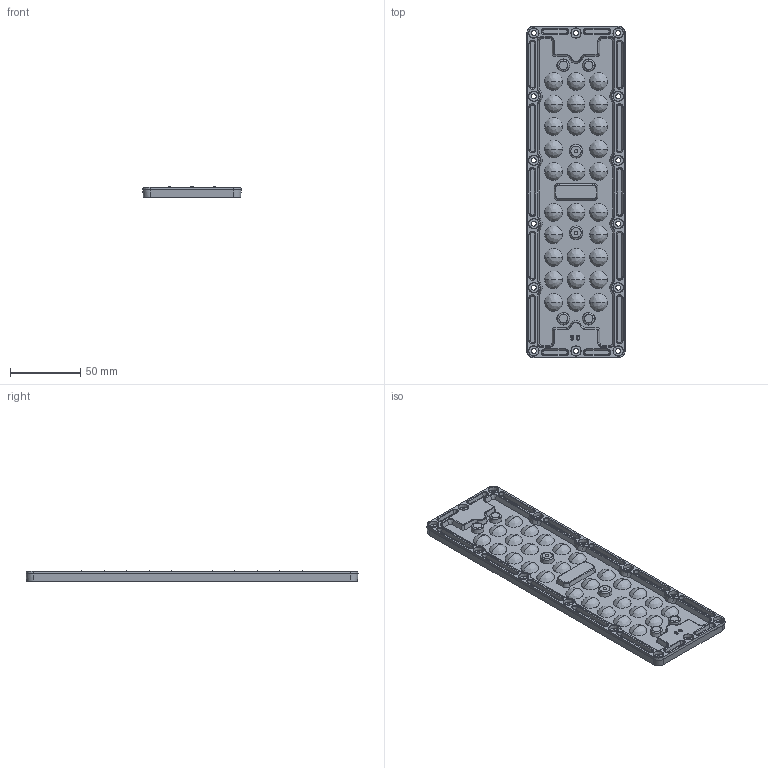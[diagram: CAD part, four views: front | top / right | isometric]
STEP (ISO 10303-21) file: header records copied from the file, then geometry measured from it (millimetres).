
FILE_DESCRIPTION (( 'STEP AP203' ), '1' );
FILE_NAME ('L304-7_LD23670-28H1-T90-20200827-KH.stp', '2022-02-08T09:42:01', ( 'Windows 蚚誧' ), ( '' ), 'SwSTEP 2.0', 'SolidWorks 2019', '' );
FILE_SCHEMA (( 'CONFIG_CONTROL_DESIGN' ));
Length unit declared in the file: millimetre
Products named in the file (1): L304-7_LD23670-28H1-T90-20200827-KH
Bounding box: 69.99 x 235.99 x 7.3 mm (x, y, z)
Volume: 51234.6 mm3; surface area: 49049.6 mm2
Topology: 1 solids, 1 shells, 868 faces, 2312 edges, 1495 vertices
Faces by surface type: cone 341, bspline 240, plane 202, cylinder 85
Entity records: 38439 total; most frequent: CARTESIAN_POINT 19587, ORIENTED_EDGE 4500, DIRECTION 3064, EDGE_CURVE 2250, VERTEX_POINT 1495, AXIS2_PLACEMENT_3D 1297, EDGE_LOOP 1007, B_SPLINE_CURVE_WITH_KNOTS 963
